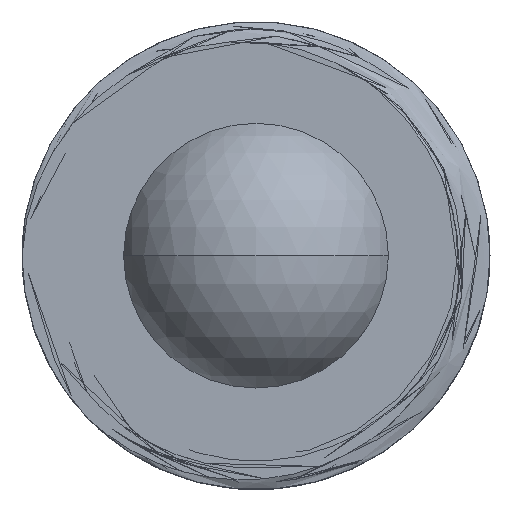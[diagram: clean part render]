
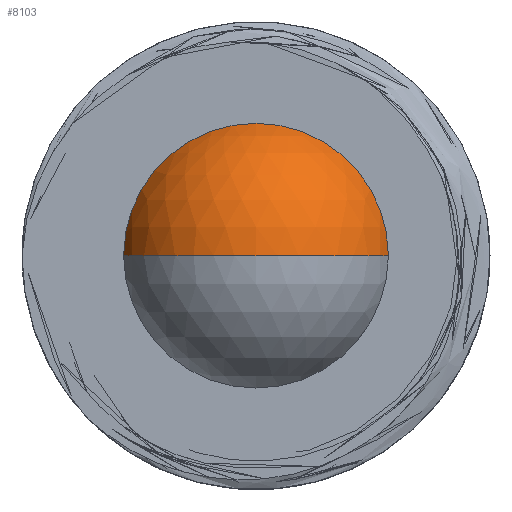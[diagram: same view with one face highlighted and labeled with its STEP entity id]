
A CAD part, left-side view. The second image highlights one B-rep face of the part: STEP entity #8103.
In plain terms, the highlighted spherical face has radius 1.5 mm.
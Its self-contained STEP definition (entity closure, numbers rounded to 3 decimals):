
#761 = CIRCLE ( 'NONE', #2233, 1.414 ) ;
#1418 = VERTEX_POINT ( 'NONE', #3197 ) ;
#2089 = DIRECTION ( 'NONE',  ( 0., 0., -1. ) ) ;
#2124 = AXIS2_PLACEMENT_3D ( 'NONE', #6673, #2089, #4665 ) ;
#2142 = ORIENTED_EDGE ( 'NONE', *, *, #3220, .T. ) ;
#2225 = DIRECTION ( 'NONE',  ( 0., -1., 0. ) ) ;
#2233 = AXIS2_PLACEMENT_3D ( 'NONE', #3580, #3661, #2225 ) ;
#2512 = VERTEX_POINT ( 'NONE', #2925 ) ;
#2925 = CARTESIAN_POINT ( 'NONE',  ( 1., -1.414, 0. ) ) ;
#3197 = CARTESIAN_POINT ( 'NONE',  ( 1., 1.414, 0. ) ) ;
#3220 = EDGE_CURVE ( 'NONE', #1418, #7567, #8394, .T. ) ;
#3554 = EDGE_CURVE ( 'NONE', #2512, #7567, #6899, .T. ) ;
#3580 = CARTESIAN_POINT ( 'NONE',  ( 1., 0., 0. ) ) ;
#3657 = CARTESIAN_POINT ( 'NONE',  ( 0., 0., 0. ) ) ;
#3661 = DIRECTION ( 'NONE',  ( -1., 0., 0. ) ) ;
#4658 = DIRECTION ( 'NONE',  ( 0., 0., -1. ) ) ;
#4665 = DIRECTION ( 'NONE',  ( 0., 1., 0. ) ) ;
#4957 = EDGE_CURVE ( 'NONE', #2512, #1418, #761, .T. ) ;
#5171 = CARTESIAN_POINT ( 'NONE',  ( 1.5, 0., 0. ) ) ;
#5485 = CARTESIAN_POINT ( 'NONE',  ( 1.5, 0., 0. ) ) ;
#5652 = ORIENTED_EDGE ( 'NONE', *, *, #3554, .F. ) ;
#5953 = ORIENTED_EDGE ( 'NONE', *, *, #4957, .T. ) ;
#6449 = FACE_OUTER_BOUND ( 'NONE', #7210, .T. ) ;
#6621 = DIRECTION ( 'NONE',  ( 0., 1., 0. ) ) ;
#6673 = CARTESIAN_POINT ( 'NONE',  ( 1.5, 0., 0. ) ) ;
#6846 = DIRECTION ( 'NONE',  ( 1., 0., 0. ) ) ;
#6899 = CIRCLE ( 'NONE', #2124, 1.5 ) ;
#7210 = EDGE_LOOP ( 'NONE', ( #5652, #5953, #2142 ) ) ;
#7567 = VERTEX_POINT ( 'NONE', #3657 ) ;
#7911 = AXIS2_PLACEMENT_3D ( 'NONE', #5171, #4658, #6621 ) ;
#8103 = ADVANCED_FACE ( 'NONE', ( #6449 ), #8409, .T. ) ;
#8118 = AXIS2_PLACEMENT_3D ( 'NONE', #5485, #8120, #6846 ) ;
#8120 = DIRECTION ( 'NONE',  ( 0., 0., 1. ) ) ;
#8394 = CIRCLE ( 'NONE', #8118, 1.5 ) ;
#8409 = SPHERICAL_SURFACE ( 'NONE', #7911, 1.5 ) ;
